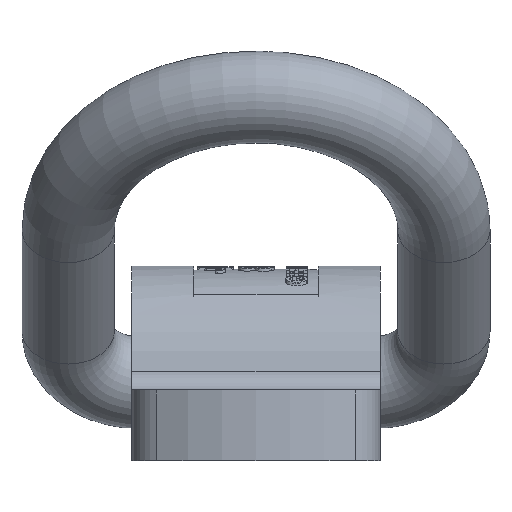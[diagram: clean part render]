
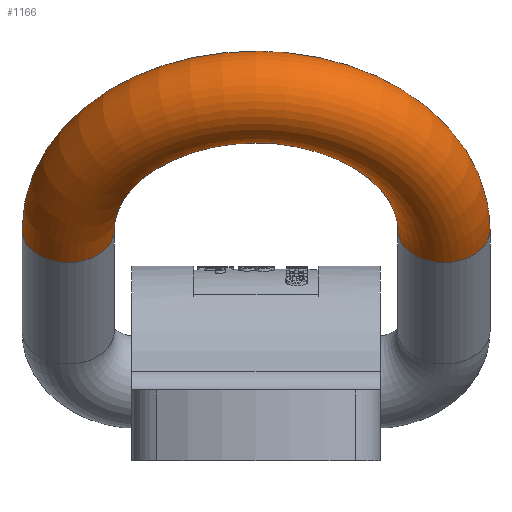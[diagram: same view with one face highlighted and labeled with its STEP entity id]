
A CAD part, left-side view. The second image highlights one B-rep face of the part: STEP entity #1166.
In plain terms, the highlighted toroidal (fillet/blend) face has major radius 53 mm and minor radius 13 mm.
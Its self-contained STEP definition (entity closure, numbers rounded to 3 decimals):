
#1166=ADVANCED_FACE('',(#1370,#1371),#1367,.T.);
#1367=TOROIDAL_SURFACE('',#3666,53.,13.);
#1370=FACE_BOUND('',#1419,.T.);
#1371=FACE_BOUND('',#1420,.T.);
#1419=EDGE_LOOP('',(#1652));
#1420=EDGE_LOOP('',(#1653));
#1652=ORIENTED_EDGE('',*,*,#3038,.F.);
#1653=ORIENTED_EDGE('',*,*,#3039,.T.);
#2690=VERTEX_POINT('',#4882);
#2691=VERTEX_POINT('',#4884);
#3038=EDGE_CURVE('',#2690,#2690,#3557,.T.);
#3039=EDGE_CURVE('',#2691,#2691,#3558,.T.);
#3557=CIRCLE('',#3664,13.);
#3558=CIRCLE('',#3665,13.);
#3664=AXIS2_PLACEMENT_3D('',#4881,#3974,#3975);
#3665=AXIS2_PLACEMENT_3D('',#4883,#3976,#3977);
#3666=AXIS2_PLACEMENT_3D('',#4885,#3978,#3979);
#3974=DIRECTION('',(0.707,0.,-0.707));
#3975=DIRECTION('',(-0.707,0.,-0.707));
#3976=DIRECTION('',(-0.707,0.,0.707));
#3977=DIRECTION('',(-0.707,0.,-0.707));
#3978=DIRECTION('',(0.707,0.,0.707));
#3979=DIRECTION('',(0.,-1.,0.));
#4881=CARTESIAN_POINT('',(-43.134,53.,65.134));
#4882=CARTESIAN_POINT('',(-52.326,53.,55.941));
#4883=CARTESIAN_POINT('',(-43.134,-53.,65.134));
#4884=CARTESIAN_POINT('',(-52.326,-53.,55.941));
#4885=CARTESIAN_POINT('',(-43.134,0.,65.134));
